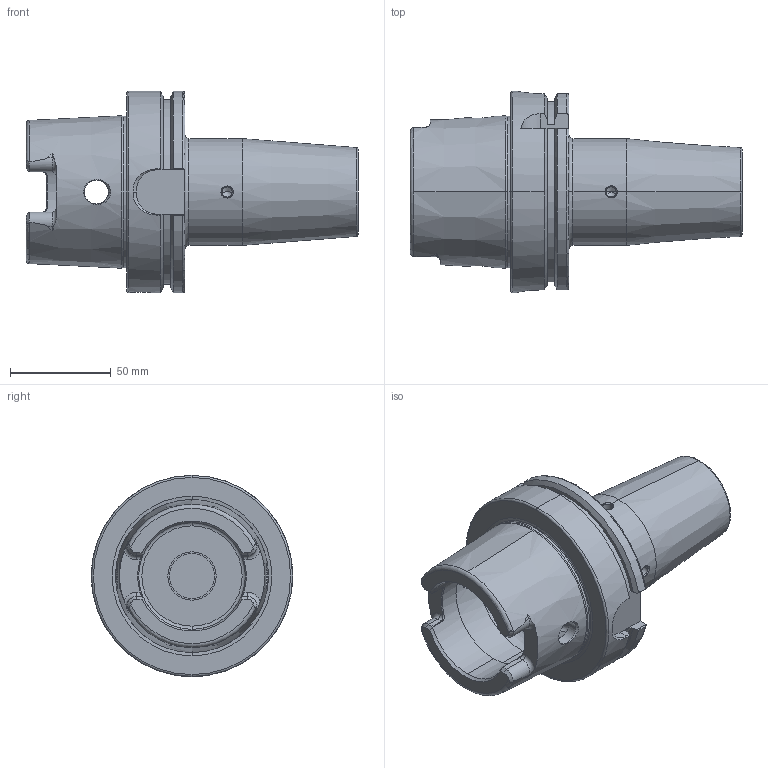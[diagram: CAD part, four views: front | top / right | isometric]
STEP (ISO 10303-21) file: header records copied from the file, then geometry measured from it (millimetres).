
FILE_DESCRIPTION((''),'2;1');
FILE_NAME('HSK100A-SFH1-4_63','2020-12-22T15:47:54',('user'),(''),'CREO PARAMETRIC BY PTC INC, 2018400','CREO PARAMETRIC BY PTC INC, 2018400','');
FILE_SCHEMA(('CONFIG_CONTROL_DESIGN'));
Length unit declared in the file: millimetre
Products named in the file (1): HSK100A-SFH1-4_63
Bounding box: 165 x 100 x 100 mm (x, y, z)
Volume: 385037.9 mm3; surface area: 70590.8 mm2
Topology: 1 solids, 7 shells, 212 faces, 546 edges, 340 vertices
Faces by surface type: cylinder 70, cone 57, plane 56, torus 25, bspline 4
Entity records: 7274 total; most frequent: CARTESIAN_POINT 2169, DIRECTION 1076, ORIENTED_EDGE 1034, EDGE_CURVE 538, AXIS2_PLACEMENT_3D 436, VERTEX_POINT 340, EDGE_LOOP 229, CIRCLE 227
